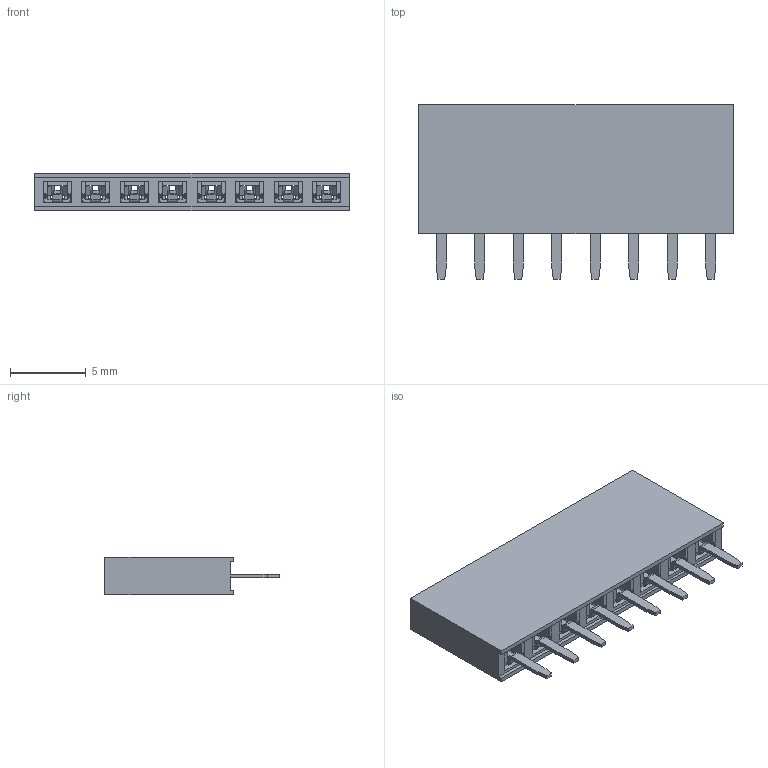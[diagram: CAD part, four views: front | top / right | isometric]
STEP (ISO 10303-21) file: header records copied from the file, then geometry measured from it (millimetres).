
FILE_DESCRIPTION((''),'2;1');
FILE_NAME('M20-7820846_ASM','2014-09-11T',('sbennett'),(''),'PRO/ENGINEER BY PARAMETRIC TECHNOLOGY CORPORATION, 2014090','PRO/ENGINEER BY PARAMETRIC TECHNOLOGY CORPORATION, 2014090','');
FILE_SCHEMA(('CONFIG_CONTROL_DESIGN'));
Length unit declared in the file: millimetre
Products named in the file (3): M20-78208_MOULD; M20-782_CONTACT; M20-7820846_ASM
Assembly tree (9 placements, depth 2):
  M20-7820846_ASM
    M20-78208_MOULD
    M20-782_CONTACT  x8
Bounding box: 20.72 x 11.5 x 2.5 mm (x, y, z)
Volume: 323.8 mm3; surface area: 1227.6 mm2
Topology: 9 solids, 9 shells, 834 faces, 2192 edges, 1392 vertices
Faces by surface type: plane 658, cylinder 176
Entity records: 8137 total; most frequent: CARTESIAN_POINT 1088, ORIENTED_EDGE 1038, DIRECTION 979, PRESENTATION_STYLE_ASSIGNMENT 553, STYLED_ITEM 521, CURVE_STYLE 519, EDGE_CURVE 519, VECTOR 471
